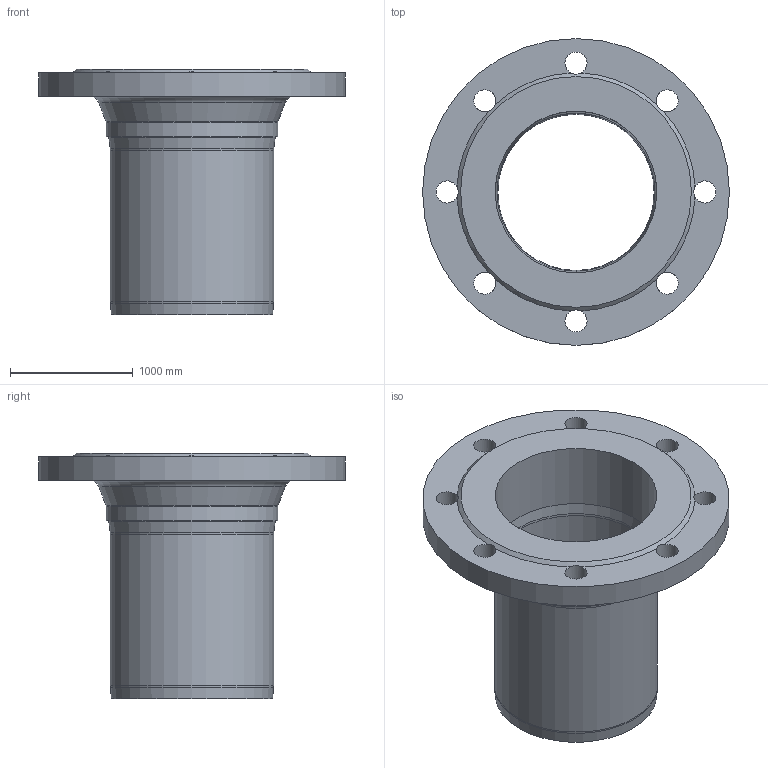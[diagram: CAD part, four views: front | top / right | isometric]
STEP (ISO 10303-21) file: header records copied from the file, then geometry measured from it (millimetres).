
FILE_DESCRIPTION(/* description */ (''),/* implementation_level */ '2;1');
FILE_NAME(/* name */ '82561.125C_3D.stp',/* time_stamp */ '2024-12-11T08:40:10+01:00',/* author */ ('CAD'),/* organization */ (''),/* preprocessor_version */ 'ST-DEVELOPER v20',/* originating_system */ 'AutoCAD Mechanical',/* authorisation */ '');
FILE_SCHEMA (('AUTOMOTIVE_DESIGN { 1 0 10303 214 3 1 1 }'));
Length unit declared in the file: centimetre
Products named in the file (2): Product; *S0
Assembly tree (1 placements, depth 2):
  Product
    *S0
Bounding box: 2500 x 2500 x 2000 mm (x, y, z)
Volume: 897497257.4 mm3; surface area: 24614636.3 mm2
Topology: 2 solids, 2 shells, 31 faces, 101 edges, 66 vertices
Faces by surface type: cylinder 13, cone 8, torus 6, plane 4
Full cylindrical faces by diameter (mm): 180 x8, 1290 x1, 1317 x1, 1330 x1, 1397 x1, 2500 x1
Entity records: 1323 total; most frequent: CARTESIAN_POINT 306, DIRECTION 231, ORIENTED_EDGE 202, AXIS2_PLACEMENT_3D 105, EDGE_CURVE 101, CIRCLE 71, VERTEX_POINT 66, EDGE_LOOP 43
